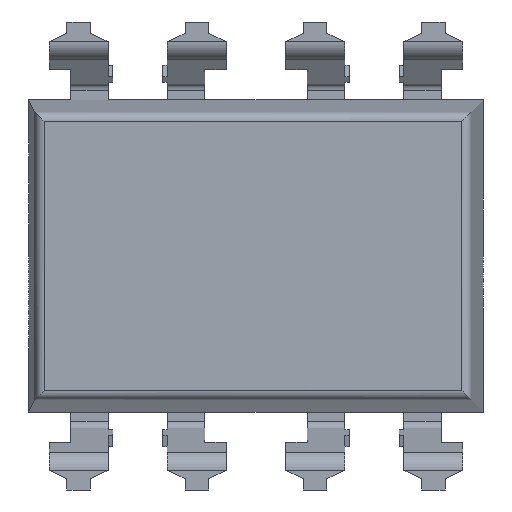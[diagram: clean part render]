
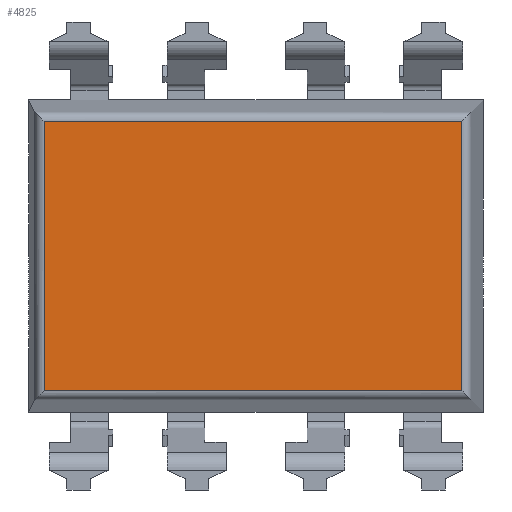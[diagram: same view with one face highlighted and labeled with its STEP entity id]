
A CAD part, front view. The second image highlights one B-rep face of the part: STEP entity #4825.
In plain terms, the highlighted planar face has unit normal (0, -1, 0).
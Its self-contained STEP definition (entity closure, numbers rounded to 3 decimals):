
#373 = ORIENTED_EDGE ( 'NONE', *, *, #3540, .F. ) ;
#469 = AXIS2_PLACEMENT_3D ( 'NONE', #1409, #4447, #4944 ) ;
#500 = ORIENTED_EDGE ( 'NONE', *, *, #1395, .T. ) ;
#506 = CARTESIAN_POINT ( 'NONE',  ( 4.416, 0.7, -2.891 ) ) ;
#514 = VECTOR ( 'NONE', #5613, 1000. ) ;
#536 = VERTEX_POINT ( 'NONE', #506 ) ;
#1058 = CARTESIAN_POINT ( 'NONE',  ( -4.547, 0.7, -5.025 ) ) ;
#1156 = LINE ( 'NONE', #1058, #514 ) ;
#1284 = LINE ( 'NONE', #3687, #6512 ) ;
#1395 = EDGE_CURVE ( 'NONE', #1888, #3435, #2558, .T. ) ;
#1409 = CARTESIAN_POINT ( 'NONE',  ( 4.875, 0.7, 0. ) ) ;
#1524 = CARTESIAN_POINT ( 'NONE',  ( -4.547, 0.7, -2.891 ) ) ;
#1690 = VERTEX_POINT ( 'NONE', #1524 ) ;
#1888 = VERTEX_POINT ( 'NONE', #4098 ) ;
#2353 = CARTESIAN_POINT ( 'NONE',  ( 4.875, 0.7, 2.891 ) ) ;
#2558 = LINE ( 'NONE', #2353, #4137 ) ;
#2802 = ORIENTED_EDGE ( 'NONE', *, *, #3128, .F. ) ;
#2866 = DIRECTION ( 'NONE',  ( -1., 0., 0. ) ) ;
#2877 = ORIENTED_EDGE ( 'NONE', *, *, #6136, .T. ) ;
#3128 = EDGE_CURVE ( 'NONE', #536, #1690, #1284, .T. ) ;
#3435 = VERTEX_POINT ( 'NONE', #5083 ) ;
#3540 = EDGE_CURVE ( 'NONE', #1690, #3435, #1156, .T. ) ;
#3687 = CARTESIAN_POINT ( 'NONE',  ( 4.875, 0.7, -2.891 ) ) ;
#3936 = PLANE ( 'NONE',  #469 ) ;
#4098 = CARTESIAN_POINT ( 'NONE',  ( 4.416, 0.7, 2.891 ) ) ;
#4131 = LINE ( 'NONE', #4213, #6266 ) ;
#4137 = VECTOR ( 'NONE', #2866, 1000. ) ;
#4195 = DIRECTION ( 'NONE',  ( -1., 0., 0. ) ) ;
#4213 = CARTESIAN_POINT ( 'NONE',  ( 4.416, 0.7, -5.025 ) ) ;
#4447 = DIRECTION ( 'NONE',  ( 0., -1., 0. ) ) ;
#4825 = ADVANCED_FACE ( 'NONE', ( #6292 ), #3936, .T. ) ;
#4944 = DIRECTION ( 'NONE',  ( 0., 0., -1. ) ) ;
#5083 = CARTESIAN_POINT ( 'NONE',  ( -4.547, 0.7, 2.891 ) ) ;
#5246 = DIRECTION ( 'NONE',  ( 0., 0., 1. ) ) ;
#5613 = DIRECTION ( 'NONE',  ( 0., 0., 1. ) ) ;
#5867 = EDGE_LOOP ( 'NONE', ( #2802, #2877, #500, #373 ) ) ;
#6136 = EDGE_CURVE ( 'NONE', #536, #1888, #4131, .T. ) ;
#6266 = VECTOR ( 'NONE', #5246, 1000. ) ;
#6292 = FACE_OUTER_BOUND ( 'NONE', #5867, .T. ) ;
#6512 = VECTOR ( 'NONE', #4195, 1000. ) ;
